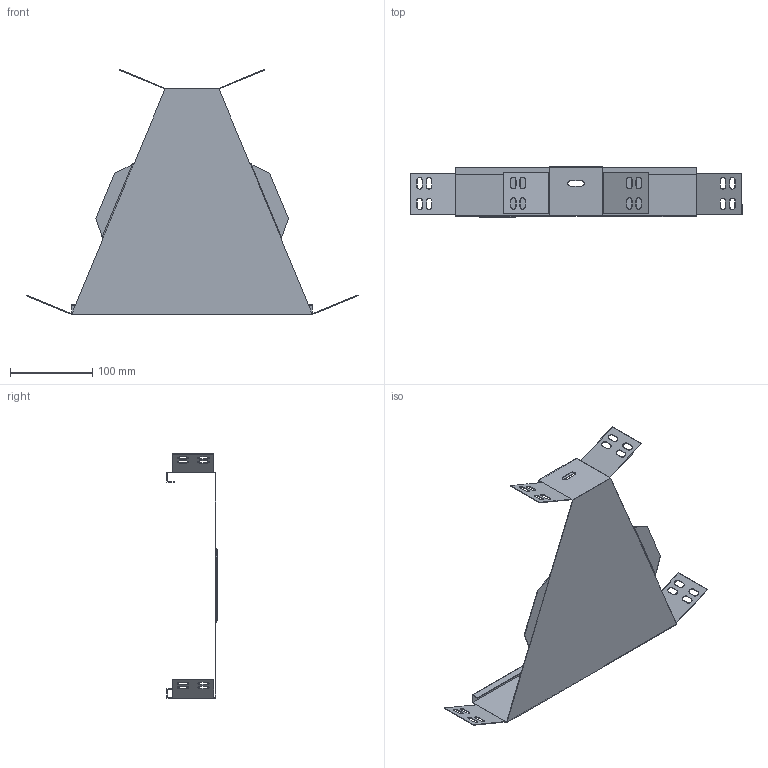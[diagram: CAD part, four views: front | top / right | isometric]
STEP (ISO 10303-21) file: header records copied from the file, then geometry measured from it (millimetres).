
FILE_DESCRIPTION (( 'STEP AP214' ), '1' );
FILE_NAME ('6043686.stp', '2018-10-02T13:10:00', ( '' ), ( '' ), 'SwSTEP 2.0', 'SolidWorks 2018', '' );
FILE_SCHEMA (( 'AUTOMOTIVE_DESIGN' ));
Length unit declared in the file: millimetre
Products named in the file (1): 6043686
Bounding box: 404.31 x 60.9 x 298.16 mm (x, y, z)
Volume: 63411.4 mm3; surface area: 182888.7 mm2
Topology: 1 solids, 1 shells, 183 faces, 512 edges, 331 vertices
Faces by surface type: plane 126, cylinder 45, bspline 12
Entity records: 6211 total; most frequent: CARTESIAN_POINT 1506, ORIENTED_EDGE 1024, DIRECTION 873, EDGE_CURVE 512, LINE 349, VECTOR 349, VERTEX_POINT 331, AXIS2_PLACEMENT_3D 262
